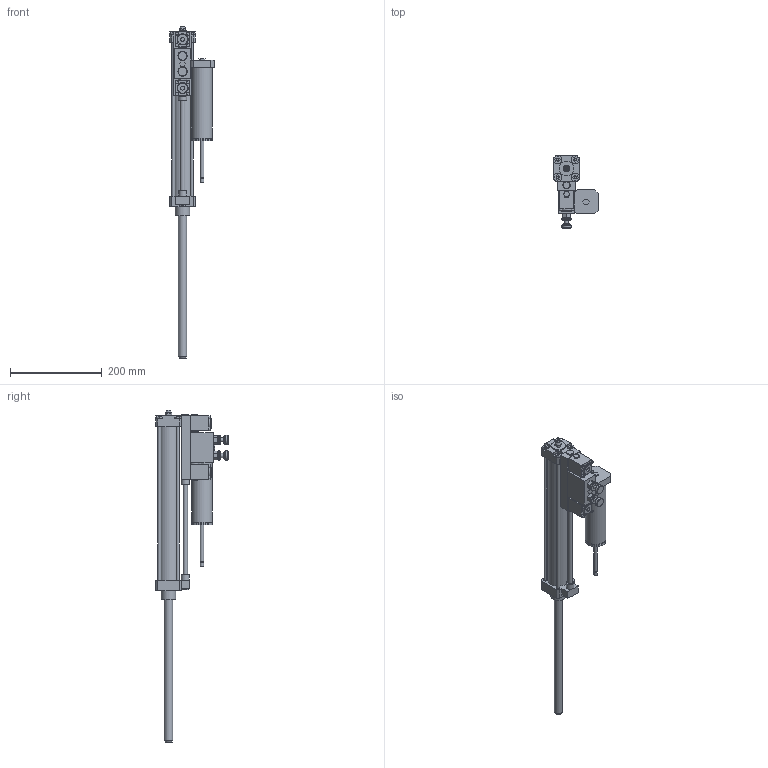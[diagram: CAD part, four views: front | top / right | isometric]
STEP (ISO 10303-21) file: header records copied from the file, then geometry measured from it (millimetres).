
FILE_DESCRIPTION((''),'2;1');
FILE_NAME('1400_40_0300_03_05.iam.stp','2009-04-23T11:22:38',(''),(''),'Autodesk Inventor 2009','Autodesk Inventor 2009','');
FILE_SCHEMA(('AUTOMOTIVE_DESIGN { 1 0 10303 214 1 1 1 1 }'));
Length unit declared in the file: millimetre
Products named in the file (8): 1400_40_0300_03_05; 1400400300D; STELO  C 300; REGOLATORE DR 1; REGOLATORE DR 2; VAL ST NA ; CORPO DR DSTOP  C300; BASE DOPPIO STOP
Assembly tree (8 placements, depth 2):
  1400_40_0300_03_05
    1400400300D
    STELO  C 300
    REGOLATORE DR 1
    REGOLATORE DR 2
    VAL ST NA   x2
    CORPO DR DSTOP  C300
    BASE DOPPIO STOP
Bounding box: 96 x 157 x 722 mm (x, y, z)
Volume: 1465961.1 mm3; surface area: 216854 mm2
Topology: 8 solids, 8 shells, 312 faces, 695 edges, 446 vertices
Faces by surface type: plane 195, cylinder 49, bspline 45, cone 23
Full cylindrical faces by diameter (mm): 2 x3, 6 x4, 7 x4, 8 x2, 9 x2, 10 x1, 14 x2, 16 x2, 17 x1, 18 x4, 20 x4, 24 x2, 32 x2, 41 x1, 45 x3
Entity records: 8203 total; most frequent: CARTESIAN_POINT 1792, DIRECTION 1196, ORIENTED_EDGE 1094, EDGE_CURVE 547, AXIS2_PLACEMENT_3D 427, EDGE_LOOP 406, VERTEX_POINT 397, VECTOR 342
